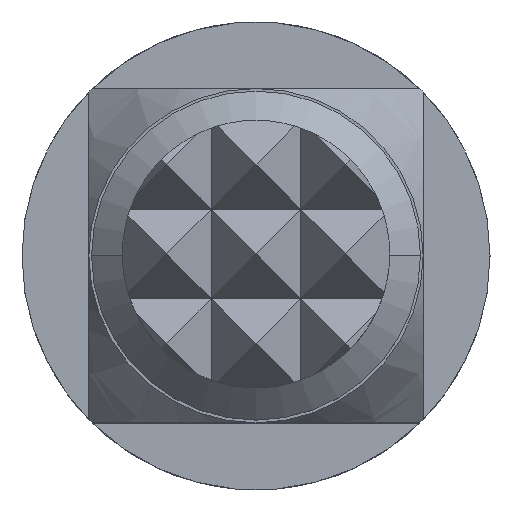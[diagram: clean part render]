
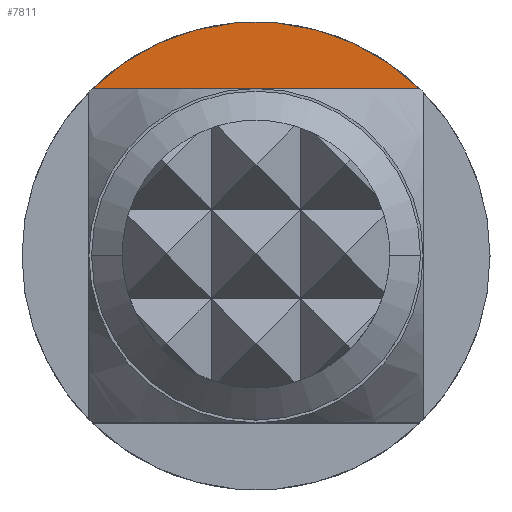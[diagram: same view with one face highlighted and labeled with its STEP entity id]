
A CAD part, top view. The second image highlights one B-rep face of the part: STEP entity #7811.
In plain terms, the highlighted planar face has unit normal (0, 0, 1).
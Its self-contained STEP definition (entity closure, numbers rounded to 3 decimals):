
#287 = LINE ( 'NONE', #8062, #290 ) ;
#290 = VECTOR ( 'NONE', #8063, 1000. ) ;
#980 = CARTESIAN_POINT ( 'NONE',  ( 0., 0., 0.2 ) ) ;
#984 = PLANE ( 'NONE',  #1503 ) ;
#986 = DIRECTION ( 'NONE',  ( 0., 0., 1. ) ) ;
#987 = DIRECTION ( 'NONE',  ( 1., 0., 0. ) ) ;
#1442 = CIRCLE ( 'NONE', #2778, 1.75 ) ;
#1503 = AXIS2_PLACEMENT_3D ( 'NONE', #980, #986, #987 ) ;
#2778 = AXIS2_PLACEMENT_3D ( 'NONE', #3469, #3470, #3471 ) ;
#3065 = FACE_OUTER_BOUND ( 'NONE', #8959, .T. ) ;
#3469 = CARTESIAN_POINT ( 'NONE',  ( 0., 0., 0.2 ) ) ;
#3470 = DIRECTION ( 'NONE',  ( 0., 0., 1. ) ) ;
#3471 = DIRECTION ( 'NONE',  ( 1., 0., 0. ) ) ;
#4999 = ORIENTED_EDGE ( 'NONE', *, *, #10131, .F. ) ;
#5000 = ORIENTED_EDGE ( 'NONE', *, *, #10332, .T. ) ;
#6322 = VERTEX_POINT ( 'NONE', #9525 ) ;
#6327 = VERTEX_POINT ( 'NONE', #9529 ) ;
#7811 = ADVANCED_FACE ( 'NONE', ( #3065 ), #984, .T. ) ;
#8062 = CARTESIAN_POINT ( 'NONE',  ( -1.225, 1.25, 0.2 ) ) ;
#8063 = DIRECTION ( 'NONE',  ( -1., 0., 0. ) ) ;
#8959 = EDGE_LOOP ( 'NONE', ( #4999, #5000 ) ) ;
#9525 = CARTESIAN_POINT ( 'NONE',  ( 1.225, 1.25, 0.2 ) ) ;
#9529 = CARTESIAN_POINT ( 'NONE',  ( -1.225, 1.25, 0.2 ) ) ;
#10131 = EDGE_CURVE ( 'NONE', #6322, #6327, #287, .T. ) ;
#10332 = EDGE_CURVE ( 'NONE', #6322, #6327, #1442, .T. ) ;
